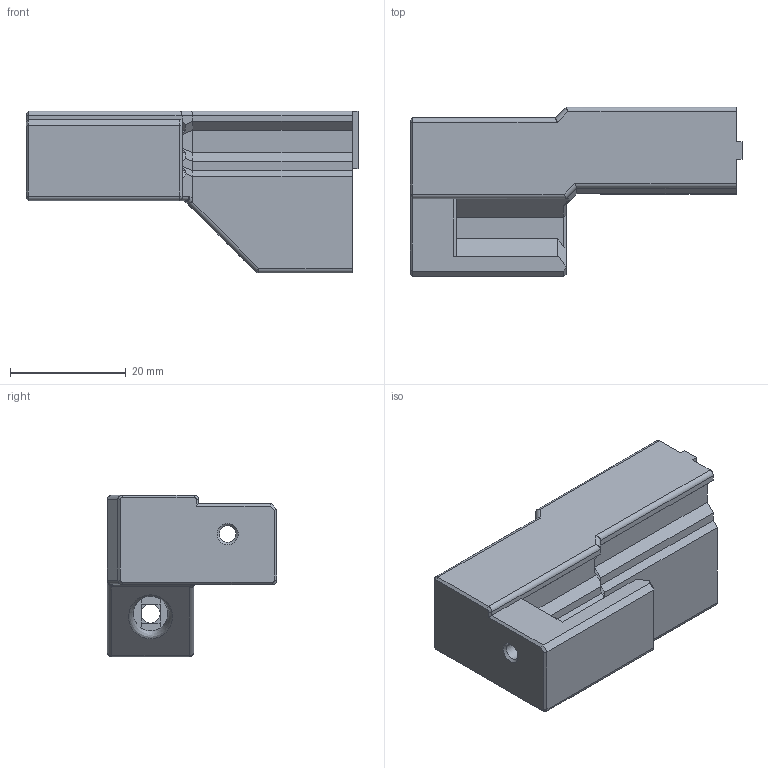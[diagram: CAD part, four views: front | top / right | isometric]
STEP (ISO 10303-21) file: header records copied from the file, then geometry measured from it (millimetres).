
FILE_DESCRIPTION(/* description */ ('STEP AP242 Edition 2','CAx-IF Rec.Pracs.---Representation and Presentation of Product Manufacturing Information (PMI)---4.0---2014-10-13','CAx-IF Rec.Pracs.---3D Tessellated Geometry---0.4---2014-09-14','2;1','CAx-IF Rec.Pracs.---User Defined Attributes---1.5---2016-08-15'),/* implementation_level */ '2;1');
FILE_NAME(/* name */ '697490bcbe35011dac3ce547',/* time_stamp */ '2026-01-24T09:28:29Z',/* author */ (''),/* organization */ (''),/* preprocessor_version */ 'ST-DEVELOPER v20',/* originating_system */ 'ONSHAPE BY PTC INC, 1.209',/* authorisation */ ' ');
FILE_SCHEMA (('AP242_MANAGED_MODEL_BASED_3D_ENGINEERING_MIM_LF { 1 0 10303 442 3 1 4 }'));
Length unit declared in the file: metre
Products named in the file (1): ZeroClick Center Dock - V0
Bounding box: 57.45 x 29.35 x 28 mm (x, y, z)
Volume: 18392 mm3; surface area: 6594.4 mm2
Topology: 1 solids, 1 shells, 124 faces, 307 edges, 182 vertices
Faces by surface type: plane 86, cylinder 22, cone 8, bspline 6, sphere 2
Full cylindrical faces by diameter (mm): 2.85 x1, 3.3 x1, 5.8 x1, 6 x1
Entity records: 3631 total; most frequent: CARTESIAN_POINT 735, ORIENTED_EDGE 588, DIRECTION 588, EDGE_CURVE 294, LINE 230, VECTOR 230, VERTEX_POINT 181, AXIS2_PLACEMENT_3D 179
